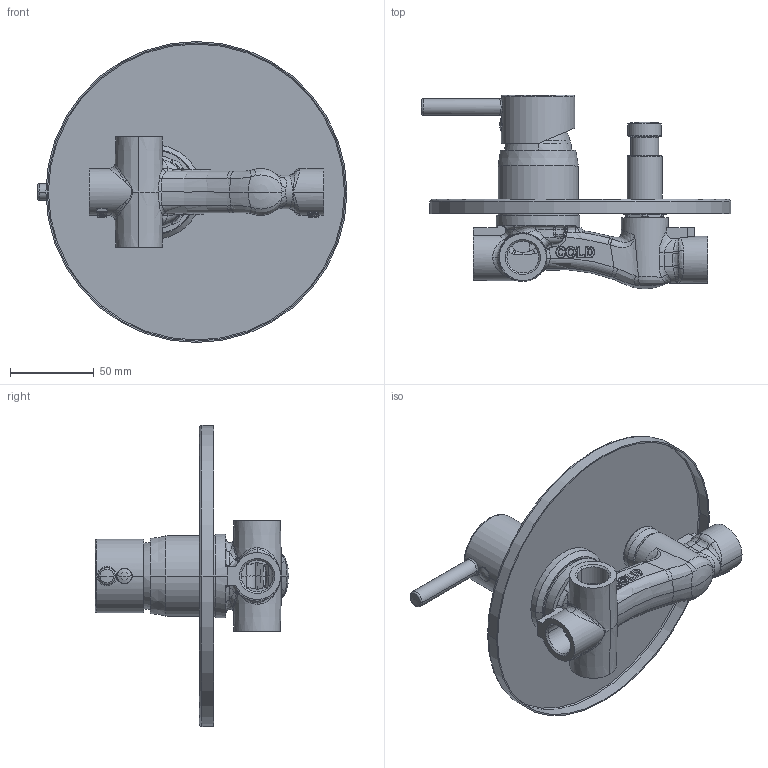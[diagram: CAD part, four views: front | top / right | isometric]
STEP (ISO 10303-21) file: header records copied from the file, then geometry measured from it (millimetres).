
FILE_DESCRIPTION((''),'2;1');
FILE_NAME('BCK7P_ASM','2024-12-05T',('Administrator'),(''),'PRO/ENGINEER BY PARAMETRIC TECHNOLOGY CORPORATION, 2010430','PRO/ENGINEER BY PARAMETRIC TECHNOLOGY CORPORATION, 2010430','');
FILE_SCHEMA(('CONFIG_CONTROL_DESIGN'));
Products named in the file (21): 2120015; 2720003; 2640019; 2020004; 2020055; 2540181; 2240107; 2070001; 2210003; 2050101; 2050102; 2650012-4; 2550078; 2650012-3; 2550159; 2650012-2; 2050017; 2550023; 2650012-1; 2850002; BCK7P_ASM
Assembly tree (21 placements, depth 2):
  BCK7P_ASM
    2120015
    2720003
    2640019
    2020004
    2020055
    2540181
    2240107
    2070001
    2210003
    2050101
    2050102
    2650012-4
    2550078
    2650012-3
    2550159
    2650012-2
    2050017
    2550023  x2
    2650012-1
    2850002
Bounding box: 185.28 x 115.7 x 180 mm (x, y, z)
Volume: 174319.8 mm3; surface area: 168519.4 mm2
Topology: 22 solids, 22 shells, 1627 faces, 4078 edges, 2554 vertices
Faces by surface type: plane 576, cylinder 376, bspline 376, cone 137, torus 122, sphere 29, extrusion 11
Entity records: 68246 total; most frequent: CARTESIAN_POINT 32467, ORIENTED_EDGE 8096, DIRECTION 6186, EDGE_CURVE 4048, VERTEX_POINT 2550, AXIS2_PLACEMENT_3D 2255, EDGE_LOOP 1756, VECTOR 1676
